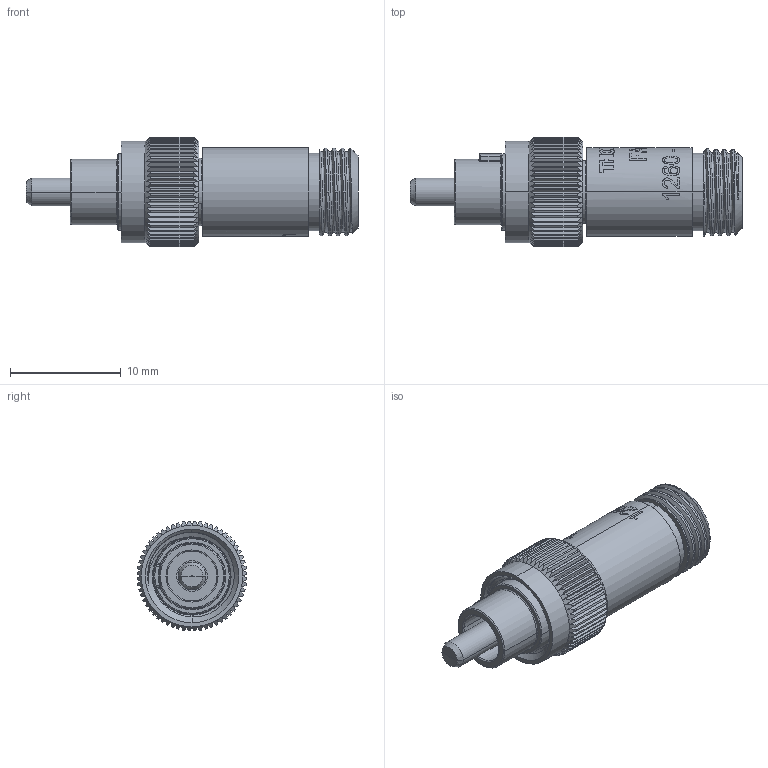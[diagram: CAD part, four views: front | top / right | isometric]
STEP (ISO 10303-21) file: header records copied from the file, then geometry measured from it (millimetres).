
FILE_DESCRIPTION (( 'STEP AP203' ), '1' );
FILE_NAME ('TTN148897-E0W.STEP', '2018-02-19T18:46:46', ( 'admin' ), ( '' ), 'SwSTEP 2.0', 'SolidWorks 2016', '' );
FILE_SCHEMA (( 'CONFIG_CONTROL_DESIGN' ));
Length unit declared in the file: inch
Products named in the file (1): TTN148897-E0W
Bounding box: 29.92 x 9.89 x 9.89 mm (x, y, z)
Volume: 955.2 mm3; surface area: 2983.9 mm2
Topology: 10 solids, 10 shells, 558 faces, 1722 edges, 1230 vertices
Faces by surface type: cylinder 252, plane 190, bspline 59, cone 25, torus 24, sphere 8
Entity records: 54179 total; most frequent: CARTESIAN_POINT 39926, ORIENTED_EDGE 3444, DIRECTION 2428, EDGE_CURVE 1722, VERTEX_POINT 1230, AXIS2_PLACEMENT_3D 960, EDGE_LOOP 622, B_SPLINE_CURVE_WITH_KNOTS 591
